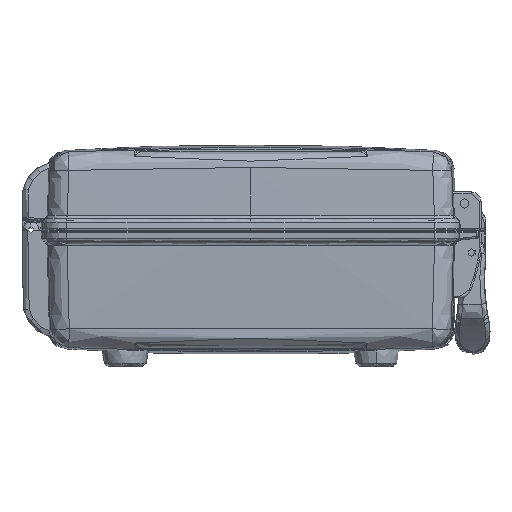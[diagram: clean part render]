
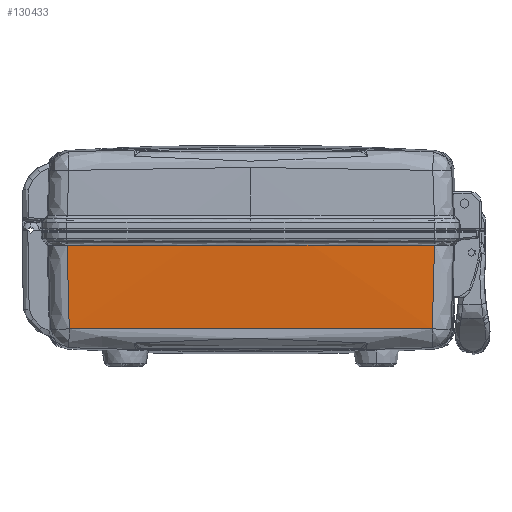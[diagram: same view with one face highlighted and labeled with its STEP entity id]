
A CAD part, left-side view. The second image highlights one B-rep face of the part: STEP entity #130433.
In plain terms, the highlighted conical face has half-angle 1.5 degrees and reference radius 5512.8 mm.
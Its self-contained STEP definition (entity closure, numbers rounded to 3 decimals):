
#1785 = CARTESIAN_POINT ( 'NONE',  ( 5342., 0., -7.778 ) ) ;
#2840 = VERTEX_POINT ( 'NONE', #95878 ) ;
#3210 = DIRECTION ( 'NONE',  ( 0., 0., 1. ) ) ;
#5419 = CARTESIAN_POINT ( 'NONE',  ( -169.624, -31.356, -52.546 ) ) ;
#14343 = CARTESIAN_POINT ( 'NONE',  ( -168.862, -94.026, -51.033 ) ) ;
#14749 = CARTESIAN_POINT ( 'NONE',  ( -169.233, 94.398, -36.615 ) ) ;
#16151 = CARTESIAN_POINT ( 'NONE',  ( -169.116, 78.365, -51.538 ) ) ;
#21138 = AXIS2_PLACEMENT_3D ( 'NONE', #82826, #62110, #105632 ) ;
#23261 = FACE_OUTER_BOUND ( 'NONE', #37043, .T. ) ;
#25386 = DIRECTION ( 'NONE',  ( 0., -1., 0. ) ) ;
#28202 = VERTEX_POINT ( 'NONE', #14343 ) ;
#28975 = CARTESIAN_POINT ( 'NONE',  ( -168.862, 94.026, -51.033 ) ) ;
#29251 = CARTESIAN_POINT ( 'NONE',  ( -169.975, -95.142, -7.778 ) ) ;
#34440 = B_SPLINE_CURVE_WITH_KNOTS ( 'NONE', 3,
 ( #115582, #104911, #94212, #29251 ),
 .UNSPECIFIED., .F., .F.,
 ( 4, 4 ),
 ( 0., 1. ),
 .UNSPECIFIED. ) ;
#36181 = CARTESIAN_POINT ( 'NONE',  ( -169.975, 95.142, -7.778 ) ) ;
#37043 = EDGE_LOOP ( 'NONE', ( #116577, #81318, #131136, #136680 ) ) ;
#37148 = CIRCLE ( 'NONE', #21138, 5512.796 ) ;
#41102 = CARTESIAN_POINT ( 'NONE',  ( -168.862, -94.026, -51.033 ) ) ;
#51381 = B_SPLINE_CURVE_WITH_KNOTS ( 'NONE', 3,
 ( #28975, #16151, #72520, #103235, #113222, #5419, #125299, #41102 ),
 .UNSPECIFIED., .F., .F.,
 ( 4, 2, 2, 4 ),
 ( 0., 0.25, 0.5, 1. ),
 .UNSPECIFIED. ) ;
#62110 = DIRECTION ( 'NONE',  ( 0., 0., -1. ) ) ;
#67544 = CONICAL_SURFACE ( 'NONE', #119854, 5512.796, 0.026 ) ;
#68815 = CARTESIAN_POINT ( 'NONE',  ( -169.975, -95.142, -7.778 ) ) ;
#72520 = CARTESIAN_POINT ( 'NONE',  ( -169.306, 62.699, -51.916 ) ) ;
#81318 = ORIENTED_EDGE ( 'NONE', *, *, #133682, .T. ) ;
#82826 = CARTESIAN_POINT ( 'NONE',  ( 5342., 0., -7.778 ) ) ;
#84513 = EDGE_CURVE ( 'NONE', #2840, #137364, #94501, .T. ) ;
#92167 = EDGE_CURVE ( 'NONE', #123587, #2840, #37148, .T. ) ;
#94212 = CARTESIAN_POINT ( 'NONE',  ( -169.604, -94.77, -22.196 ) ) ;
#94501 = B_SPLINE_CURVE_WITH_KNOTS ( 'NONE', 3,
 ( #36181, #112514, #14749, #101857 ),
 .UNSPECIFIED., .F., .F.,
 ( 4, 4 ),
 ( 0., 1. ),
 .UNSPECIFIED. ) ;
#95878 = CARTESIAN_POINT ( 'NONE',  ( -169.975, 95.142, -7.778 ) ) ;
#101857 = CARTESIAN_POINT ( 'NONE',  ( -168.862, 94.026, -51.033 ) ) ;
#103235 = CARTESIAN_POINT ( 'NONE',  ( -169.56, 31.357, -52.42 ) ) ;
#103400 = EDGE_CURVE ( 'NONE', #28202, #123587, #34440, .T. ) ;
#104911 = CARTESIAN_POINT ( 'NONE',  ( -169.233, -94.398, -36.615 ) ) ;
#105632 = DIRECTION ( 'NONE',  ( 1., 0., 0. ) ) ;
#112514 = CARTESIAN_POINT ( 'NONE',  ( -169.604, 94.77, -22.196 ) ) ;
#113222 = CARTESIAN_POINT ( 'NONE',  ( -169.624, 15.679, -52.546 ) ) ;
#115582 = CARTESIAN_POINT ( 'NONE',  ( -168.862, -94.026, -51.033 ) ) ;
#116577 = ORIENTED_EDGE ( 'NONE', *, *, #84513, .T. ) ;
#119682 = CARTESIAN_POINT ( 'NONE',  ( -168.862, 94.026, -51.033 ) ) ;
#119854 = AXIS2_PLACEMENT_3D ( 'NONE', #1785, #3210, #25386 ) ;
#123587 = VERTEX_POINT ( 'NONE', #68815 ) ;
#125299 = CARTESIAN_POINT ( 'NONE',  ( -169.37, -62.699, -52.042 ) ) ;
#130433 = ADVANCED_FACE ( 'NONE', ( #23261 ), #67544, .T. ) ;
#131136 = ORIENTED_EDGE ( 'NONE', *, *, #103400, .T. ) ;
#133682 = EDGE_CURVE ( 'NONE', #137364, #28202, #51381, .T. ) ;
#136680 = ORIENTED_EDGE ( 'NONE', *, *, #92167, .T. ) ;
#137364 = VERTEX_POINT ( 'NONE', #119682 ) ;
